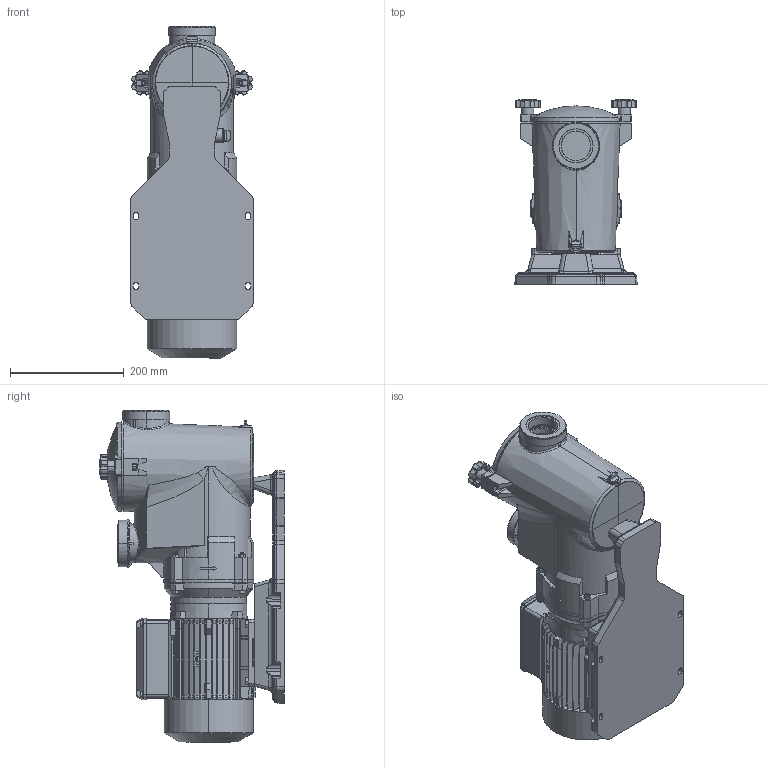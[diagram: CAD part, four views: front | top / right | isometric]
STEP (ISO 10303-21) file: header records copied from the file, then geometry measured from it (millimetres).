
FILE_DESCRIPTION (( 'STEP AP214' ), '1' );
FILE_NAME ('4.93.475.03swp00.step', '2021-10-04T07:50:59', ( '' ), ( '' ), 'SwSTEP 2.0', 'SolidWorks 2020', '' );
FILE_SCHEMA (( 'AUTOMOTIVE_DESIGN' ));
Length unit declared in the file: millimetre
Products named in the file (1): 4.93.475.03swp00
Bounding box: 215 x 324.68 x 584 mm (x, y, z)
Volume: 15585892.9 mm3; surface area: 893553.1 mm2
Topology: 14 solids, 14 shells, 2271 faces, 5990 edges, 3839 vertices
Faces by surface type: plane 1136, cylinder 452, bspline 310, cone 286, torus 73, sphere 14
Entity records: 130688 total; most frequent: CARTESIAN_POINT 79218, ORIENTED_EDGE 11968, DIRECTION 8599, EDGE_CURVE 5984, VERTEX_POINT 3839, LINE 3065, VECTOR 3065, AXIS2_PLACEMENT_3D 2767
